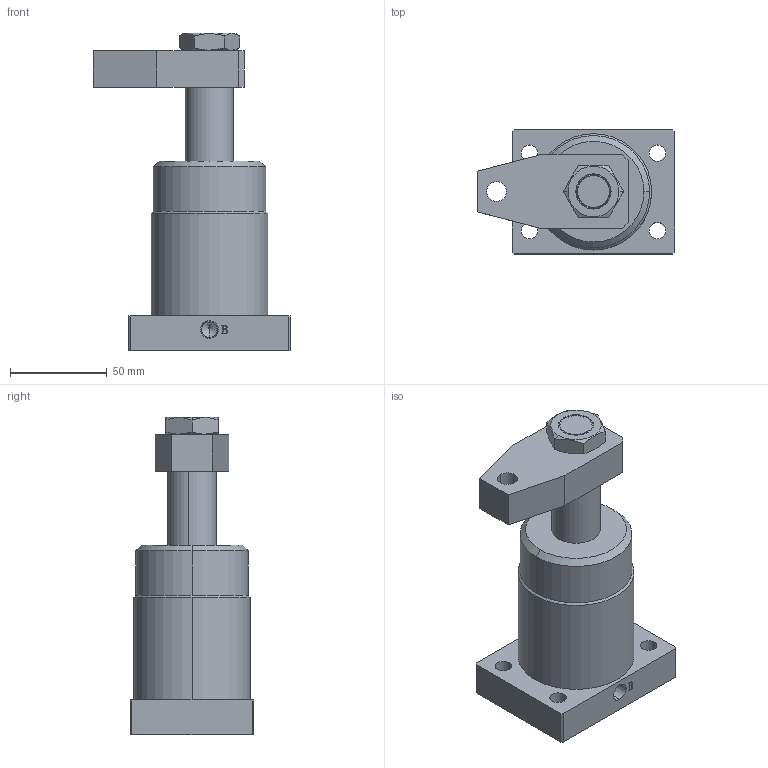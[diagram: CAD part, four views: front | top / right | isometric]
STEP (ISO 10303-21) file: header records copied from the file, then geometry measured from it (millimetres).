
FILE_DESCRIPTION (( 'STEP AP203' ), '1' );
FILE_NAME ('HNFS-40B.STEP', '2019-10-12T08:00:22', ( '微软用户' ), ( '微软中国' ), 'SwSTEP 2.0', 'SolidWorks 2012', '' );
FILE_SCHEMA (( 'CONFIG_CONTROL_DESIGN' ));
Length unit declared in the file: millimetre
Products named in the file (5): hex thin nuts grades ab gb_GB_FASTENER_NUT_STNABTT  B M18X1.5-N; HNFS-40B; 40B-S活塞杆; HNFS-40A掛极; 40等旋
Assembly tree (4 placements, depth 2):
  HNFS-40B
    HNFS-40A掛极
    40B-S活塞杆
    40等旋
    hex thin nuts grades ab gb_GB_FASTENER_NUT_STNABTT  B M18X1.5-N
Bounding box: 102 x 64 x 164 mm (x, y, z)
Volume: 385088.9 mm3; surface area: 53388.5 mm2
Topology: 4 solids, 4 shells, 151 faces, 367 edges, 234 vertices
Faces by surface type: plane 75, cylinder 30, cone 28, bspline 16, torus 2
Entity records: 5776 total; most frequent: CARTESIAN_POINT 1759, ORIENTED_EDGE 726, DIRECTION 695, EDGE_CURVE 363, AXIS2_PLACEMENT_3D 234, VERTEX_POINT 234, VECTOR 227, LINE 227
